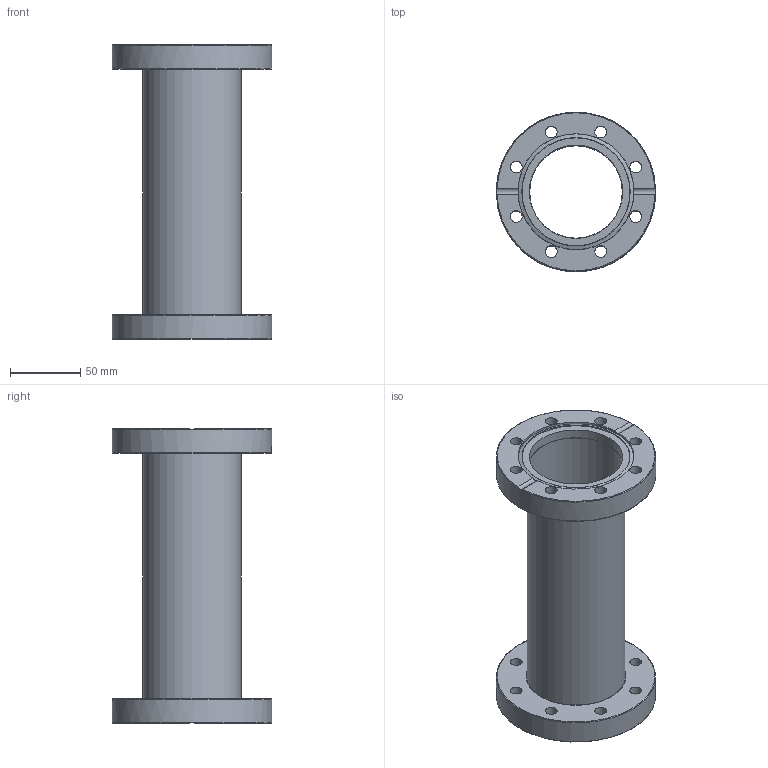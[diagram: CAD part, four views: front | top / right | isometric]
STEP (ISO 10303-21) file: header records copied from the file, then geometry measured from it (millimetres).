
FILE_DESCRIPTION((''),'2;1');
FILE_NAME('SC63R-304.stp','2009-04-15T09:52:46',('hasers'),(''),'Autodesk Inventor 2008','Autodesk Inventor 2008','');
FILE_SCHEMA(('AUTOMOTIVE_DESIGN { 1 0 10303 214 1 1 1 1 }'));
Length unit declared in the file: millimetre
Products named in the file (5): SC63R-304; CF-R [Subject [Summary]=-304][Title [Summary]=F63RIB70]; CF-07 [Keywords [Summary]=1.4301][Company [Summary]=Vacom][Title [Summary]=F63B70]; Rohre [Subject [Summary]=normal][Keywords [Summary]=1.4301][Title [Summary]=70x2,0 (0,5m)]_2; CF-R [Subject [Summary]=-304][Title [Summary]=F63RO]
Assembly tree (4 placements, depth 2):
  SC63R-304
    CF-R [Subject [Summary]=-304][Title [Summary]=F63RIB70]
    CF-07 [Keywords [Summary]=1.4301][Company [Summary]=Vacom][Title [Summary]=F63B70]
    Rohre [Subject [Summary]=normal][Keywords [Summary]=1.4301][Title [Summary]=70x2,0 (0,5m)]_2
    CF-R [Subject [Summary]=-304][Title [Summary]=F63RO]
Bounding box: 113.5 x 113.5 x 210 mm (x, y, z)
Volume: 283386.4 mm3; surface area: 143474.8 mm2
Topology: 4 solids, 4 shells, 64 faces, 169 edges, 115 vertices
Faces by surface type: bspline 24, plane 12, cylinder 12, torus 11, cone 5
Full cylindrical faces by diameter (mm): 66 x1, 66.5 x1, 70 x1, 70.3 x1, 82.4 x1, 82.5 x1, 83.2 x1, 113.5 x2
Entity records: 2307 total; most frequent: CARTESIAN_POINT 877, DIRECTION 262, ORIENTED_EDGE 204, EDGE_LOOP 148, AXIS2_PLACEMENT_3D 127, EDGE_CURVE 102, VERTEX_POINT 90, FACE_BOUND 84
